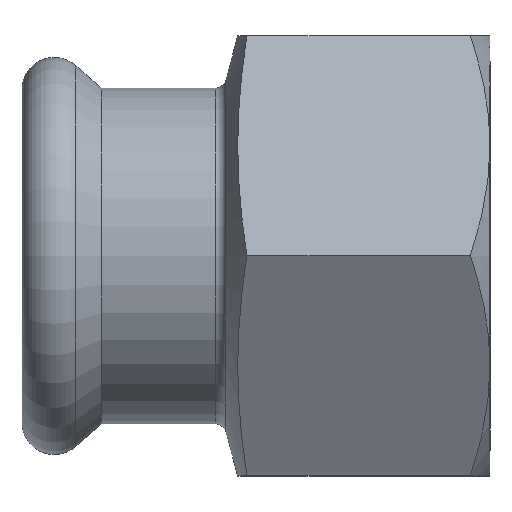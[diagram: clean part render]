
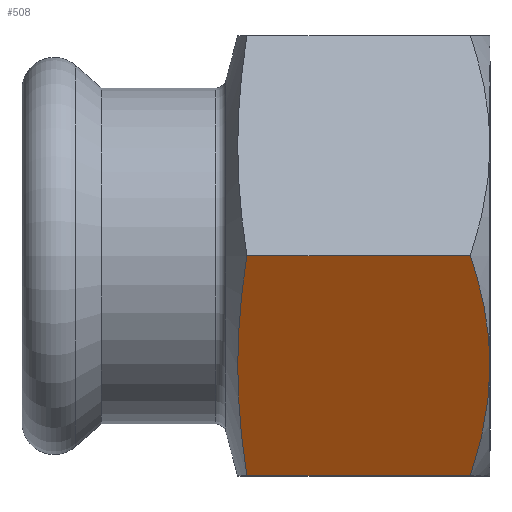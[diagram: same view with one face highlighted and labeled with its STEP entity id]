
A CAD part, top view. The second image highlights one B-rep face of the part: STEP entity #508.
In plain terms, the highlighted face is planar.
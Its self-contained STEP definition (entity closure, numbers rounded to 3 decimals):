
#16=(
BOUNDED_CURVE()
B_SPLINE_CURVE(2,(#822,#823,#824),.UNSPECIFIED.,.F.,.F.)
B_SPLINE_CURVE_WITH_KNOTS((3,3),(0.,2.373),.UNSPECIFIED.)
CURVE()
GEOMETRIC_REPRESENTATION_ITEM()
RATIONAL_B_SPLINE_CURVE((1.,1.155,1.))
REPRESENTATION_ITEM($)
);
#22=(
BOUNDED_CURVE()
B_SPLINE_CURVE(2,(#866,#867,#868),.UNSPECIFIED.,.F.,.F.)
B_SPLINE_CURVE_WITH_KNOTS((3,3),(1.201,2.401),
 .UNSPECIFIED.)
CURVE()
GEOMETRIC_REPRESENTATION_ITEM()
RATIONAL_B_SPLINE_CURVE((1.,1.038,1.))
REPRESENTATION_ITEM($)
);
#23=(
BOUNDED_CURVE()
B_SPLINE_CURVE(2,(#870,#871,#872),.UNSPECIFIED.,.F.,.F.)
B_SPLINE_CURVE_WITH_KNOTS((3,3),(0.,1.201),.UNSPECIFIED.)
CURVE()
GEOMETRIC_REPRESENTATION_ITEM()
RATIONAL_B_SPLINE_CURVE((1.,1.038,1.))
REPRESENTATION_ITEM($)
);
#69=FACE_OUTER_BOUND($,#154,.T.);
#154=EDGE_LOOP($,(#405,#406,#407,#408,#409));
#186=LINE($,#873,#200);
#187=LINE($,#874,#201);
#200=VECTOR($,#703,20.82);
#201=VECTOR($,#704,20.82);
#252=VERTEX_POINT($,#803);
#259=VERTEX_POINT($,#820);
#260=VERTEX_POINT($,#821);
#272=VERTEX_POINT($,#865);
#273=VERTEX_POINT($,#869);
#309=EDGE_CURVE($,#259,#260,#16,.T.);
#322=EDGE_CURVE($,#252,#272,#22,.T.);
#323=EDGE_CURVE($,#273,#252,#23,.T.);
#324=EDGE_CURVE($,#260,#273,#186,.T.);
#325=EDGE_CURVE($,#272,#259,#187,.T.);
#405=ORIENTED_EDGE($,*,*,#322,.F.);
#406=ORIENTED_EDGE($,*,*,#323,.F.);
#407=ORIENTED_EDGE($,*,*,#324,.F.);
#408=ORIENTED_EDGE($,*,*,#309,.F.);
#409=ORIENTED_EDGE($,*,*,#325,.F.);
#475=PLANE($,#575);
#508=ADVANCED_FACE($,(#69),#475,.F.);
#575=AXIS2_PLACEMENT_3D($,#864,#701,#702);
#701=DIRECTION('center_axis',(0.,-0.5,
0.866));
#702=DIRECTION('ref_axis',(0.,-0.866,-0.5));
#703=DIRECTION($,(1.,0.,0.));
#704=DIRECTION($,(-1.,0.,0.));
#803=CARTESIAN_POINT('',(43.6,10.25,-17.754));
#820=CARTESIAN_POINT('',(20.949,20.5,-11.836));
#821=CARTESIAN_POINT('',(20.949,0.,-23.671));
#822=CARTESIAN_POINT('Ctrl Pts',(20.949,20.5,-11.836));
#823=CARTESIAN_POINT('Ctrl Pts',(19.364,10.25,-17.754));
#824=CARTESIAN_POINT('Ctrl Pts',(20.949,0.,
-23.671));
#864=CARTESIAN_POINT('Origin',(43.6,20.5,-11.836));
#865=CARTESIAN_POINT('',(41.769,20.5,-11.836));
#866=CARTESIAN_POINT('Ctrl Pts',(43.6,10.25,-17.754));
#867=CARTESIAN_POINT('Ctrl Pts',(43.6,15.007,-15.007));
#868=CARTESIAN_POINT('Ctrl Pts',(41.769,20.5,-11.836));
#869=CARTESIAN_POINT('',(41.769,0.,-23.671));
#870=CARTESIAN_POINT('Ctrl Pts',(41.769,0.,
-23.671));
#871=CARTESIAN_POINT('Ctrl Pts',(43.6,5.493,-20.5));
#872=CARTESIAN_POINT('Ctrl Pts',(43.6,10.25,-17.754));
#873=CARTESIAN_POINT($,(31.359,0.,-23.671));
#874=CARTESIAN_POINT($,(20.949,20.5,-11.836));
